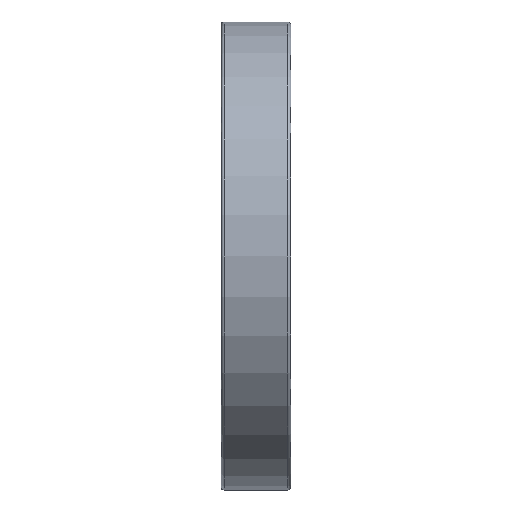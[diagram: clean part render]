
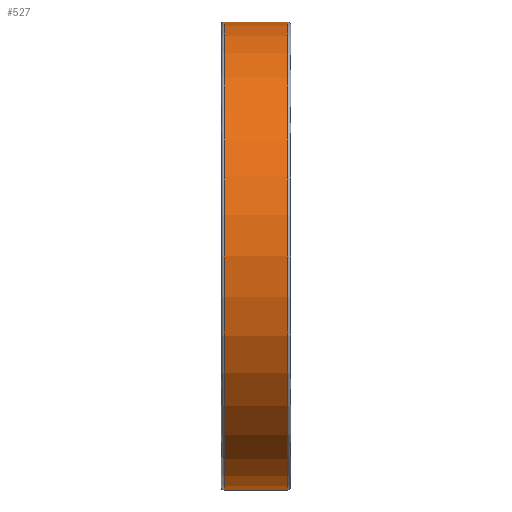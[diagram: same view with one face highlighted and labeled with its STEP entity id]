
A CAD part, front view. The second image highlights one B-rep face of the part: STEP entity #527.
In plain terms, the highlighted cylindrical face has radius 23.5 mm (diameter 47 mm), a full revolution.
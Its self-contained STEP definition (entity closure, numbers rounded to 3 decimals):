
#527 = ADVANCED_FACE( '', ( #822, #823 ), #824, .T. );
#822 = FACE_OUTER_BOUND( '', #1001, .T. );
#823 = FACE_OUTER_BOUND( '', #1002, .T. );
#824 = CYLINDRICAL_SURFACE( '', #1003, 23.5 );
#1001 = EDGE_LOOP( '', ( #1226 ) );
#1002 = EDGE_LOOP( '', ( #1227 ) );
#1003 = AXIS2_PLACEMENT_3D( '', #1228, #1229, #1230 );
#1226 = ORIENTED_EDGE( '', *, *, #1356, .T. );
#1227 = ORIENTED_EDGE( '', *, *, #1335, .F. );
#1228 = CARTESIAN_POINT( '', ( 50., 0., 0. ) );
#1229 = DIRECTION( '', ( -1., 0., 0. ) );
#1230 = DIRECTION( '', ( 0., 0., -1. ) );
#1335 = EDGE_CURVE( '', #1440, #1440, #1441, .T. );
#1356 = EDGE_CURVE( '', #1471, #1471, #1472, .T. );
#1440 = VERTEX_POINT( '', #1561 );
#1441 = CIRCLE( '', #1562, 23.5 );
#1471 = VERTEX_POINT( '', #1592 );
#1472 = CIRCLE( '', #1593, 23.5 );
#1561 = CARTESIAN_POINT( '', ( 6.7, 0., -23.5 ) );
#1562 = AXIS2_PLACEMENT_3D( '', #1690, #1691, #1692 );
#1592 = CARTESIAN_POINT( '', ( 0.3, 0., -23.5 ) );
#1593 = AXIS2_PLACEMENT_3D( '', #1720, #1721, #1722 );
#1690 = CARTESIAN_POINT( '', ( 6.7, 0., 0. ) );
#1691 = DIRECTION( '', ( 1., 0., 0. ) );
#1692 = DIRECTION( '', ( 0., 0., -1. ) );
#1720 = CARTESIAN_POINT( '', ( 0.3, 0., 0. ) );
#1721 = DIRECTION( '', ( 1., 0., 0. ) );
#1722 = DIRECTION( '', ( 0., 0., -1. ) );
